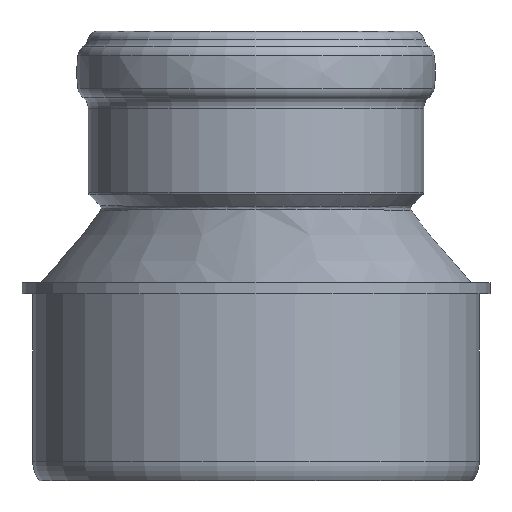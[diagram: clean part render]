
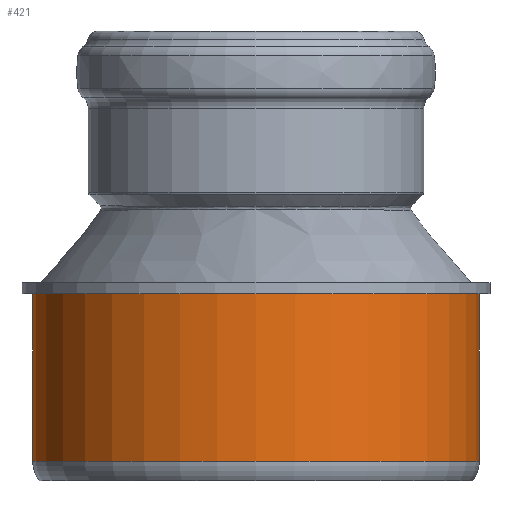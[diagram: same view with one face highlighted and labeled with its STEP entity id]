
A CAD part, front view. The second image highlights one B-rep face of the part: STEP entity #421.
In plain terms, the highlighted cylindrical face has radius 80.15 mm (diameter 160.3 mm), a full revolution.
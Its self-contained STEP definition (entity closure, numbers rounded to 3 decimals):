
#28=CYLINDRICAL_SURFACE('',#483,80.15);
#70=FACE_BOUND('',#174,.T.);
#111=FACE_OUTER_BOUND('',#173,.T.);
#173=EDGE_LOOP('',(#380));
#174=EDGE_LOOP('',(#381));
#213=CIRCLE('',#474,80.15);
#215=CIRCLE('',#479,80.15);
#250=VERTEX_POINT('',#1764);
#252=VERTEX_POINT('',#1771);
#293=EDGE_CURVE('',#250,#250,#213,.T.);
#295=EDGE_CURVE('',#252,#252,#215,.T.);
#380=ORIENTED_EDGE('',*,*,#293,.F.);
#381=ORIENTED_EDGE('',*,*,#295,.T.);
#421=ADVANCED_FACE('',(#111,#70),#28,.T.);
#474=AXIS2_PLACEMENT_3D('',#1765,#586,#587);
#479=AXIS2_PLACEMENT_3D('',#1772,#596,#597);
#483=AXIS2_PLACEMENT_3D('',#1778,#604,#605);
#586=DIRECTION('center_axis',(0.,0.,1.));
#587=DIRECTION('ref_axis',(0.,1.,0.));
#596=DIRECTION('center_axis',(0.,0.,1.));
#597=DIRECTION('ref_axis',(-1.,0.,0.));
#604=DIRECTION('center_axis',(0.,0.,1.));
#605=DIRECTION('ref_axis',(-1.,0.,0.));
#1764=CARTESIAN_POINT('',(0.,80.15,67.));
#1765=CARTESIAN_POINT('Origin',(0.,0.,67.));
#1771=CARTESIAN_POINT('',(-80.15,0.,7.));
#1772=CARTESIAN_POINT('Origin',(0.,0.,7.));
#1778=CARTESIAN_POINT('Origin',(0.,0.,0.));
